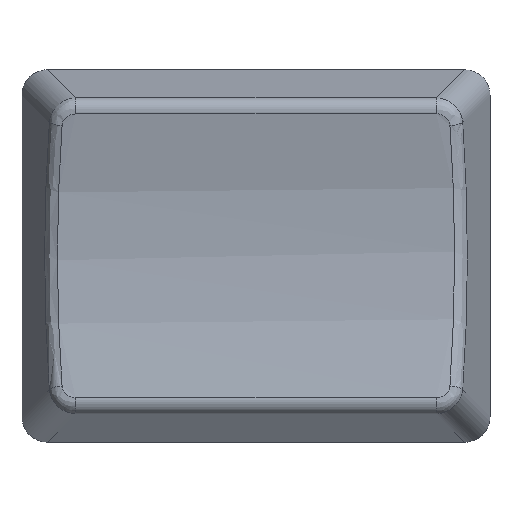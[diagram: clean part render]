
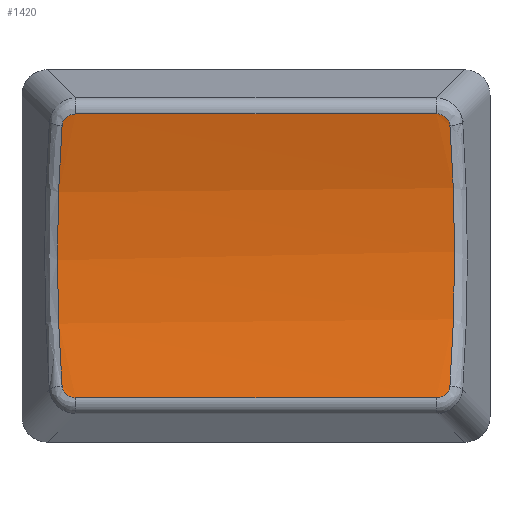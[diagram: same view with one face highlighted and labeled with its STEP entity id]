
A CAD part, top view. The second image highlights one B-rep face of the part: STEP entity #1420.
In plain terms, the highlighted free-form (B-spline) face has degree [3, 1] with [6, 2] control points.
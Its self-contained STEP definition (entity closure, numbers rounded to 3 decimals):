
#1287=CARTESIAN_POINT('',(-29.585,-166.171,2.347));
#1288=CARTESIAN_POINT('',(-10.915,-166.171,2.347));
#1289=CARTESIAN_POINT('',(-29.585,-163.948,1.782));
#1290=CARTESIAN_POINT('',(-10.915,-163.948,1.782));
#1291=CARTESIAN_POINT('',(-29.585,-161.724,1.5));
#1292=CARTESIAN_POINT('',(-10.915,-161.724,1.5));
#1293=CARTESIAN_POINT('',(-29.585,-157.276,1.5));
#1294=CARTESIAN_POINT('',(-10.915,-157.276,1.5));
#1295=CARTESIAN_POINT('',(-29.585,-155.052,1.782));
#1296=CARTESIAN_POINT('',(-10.915,-155.052,1.782));
#1297=CARTESIAN_POINT('',(-29.585,-152.829,2.347));
#1298=CARTESIAN_POINT('',(-10.915,-152.829,2.347));
#1299=B_SPLINE_SURFACE_WITH_KNOTS('',3,1,((#1287,#1288),(#1289,#1290),(#1291,#1292),(#1293,#1294),(#1295,#1296),(#1297,#1298)),.UNSPECIFIED.,.F.,.F.,.U.,(4,2,4),(2,2),(0.04,0.5,0.96),(0.241,0.759),.UNSPECIFIED.);
#1300=CARTESIAN_POINT('',(-11.134,-153.375,2.214));
#1301=VERTEX_POINT('',#1300);
#1302=CARTESIAN_POINT('',(-11.773,-152.829,2.347));
#1303=VERTEX_POINT('',#1302);
#1304=CARTESIAN_POINT('',(-11.134,-153.375,2.214));
#1305=CARTESIAN_POINT('',(-11.145,-153.223,2.249));
#1306=CARTESIAN_POINT('',(-11.221,-153.081,2.284));
#1307=CARTESIAN_POINT('',(-11.34,-152.982,2.308));
#1308=CARTESIAN_POINT('',(-11.459,-152.882,2.333));
#1309=CARTESIAN_POINT('',(-11.614,-152.829,2.347));
#1310=CARTESIAN_POINT('',(-11.773,-152.829,2.347));
#1311=B_SPLINE_CURVE_WITH_KNOTS('',3,(#1304,#1305,#1306,#1307,#1308,#1309,#1310),.UNSPECIFIED.,.F.,.F.,(4,3,4),(0.,0.,0.001),.UNSPECIFIED.);
#1312=EDGE_CURVE('',#1301,#1303,#1311,.T.);
#1313=ORIENTED_EDGE('',*,*,#1312,.T.);
#1314=CARTESIAN_POINT('',(-28.727,-152.829,2.347));
#1315=VERTEX_POINT('',#1314);
#1316=CARTESIAN_POINT('',(-11.773,-152.829,2.347));
#1317=DIRECTION('',(-1.,-0.,0.));
#1318=VECTOR('',#1317,16.953);
#1319=LINE('',#1316,#1318);
#1320=EDGE_CURVE('',#1303,#1315,#1319,.T.);
#1321=ORIENTED_EDGE('',*,*,#1320,.T.);
#1322=CARTESIAN_POINT('',(-29.366,-153.375,2.214));
#1323=VERTEX_POINT('',#1322);
#1324=CARTESIAN_POINT('',(-28.727,-152.829,2.347));
#1325=CARTESIAN_POINT('',(-28.806,-152.829,2.347));
#1326=CARTESIAN_POINT('',(-28.885,-152.842,2.343));
#1327=CARTESIAN_POINT('',(-28.959,-152.868,2.337));
#1328=CARTESIAN_POINT('',(-29.032,-152.894,2.33));
#1329=CARTESIAN_POINT('',(-29.102,-152.933,2.321));
#1330=CARTESIAN_POINT('',(-29.161,-152.982,2.308));
#1331=CARTESIAN_POINT('',(-29.22,-153.031,2.296));
#1332=CARTESIAN_POINT('',(-29.269,-153.092,2.281));
#1333=CARTESIAN_POINT('',(-29.304,-153.159,2.265));
#1334=CARTESIAN_POINT('',(-29.339,-153.226,2.249));
#1335=CARTESIAN_POINT('',(-29.361,-153.299,2.231));
#1336=CARTESIAN_POINT('',(-29.366,-153.375,2.214));
#1337=B_SPLINE_CURVE_WITH_KNOTS('',3,(#1324,#1325,#1326,#1327,#1328,#1329,#1330,#1331,#1332,#1333,#1334,#1335,#1336),.UNSPECIFIED.,.F.,.F.,(4,3,3,3,4),(0.,0.,0.,0.001,0.001),.UNSPECIFIED.);
#1338=EDGE_CURVE('',#1315,#1323,#1337,.T.);
#1339=ORIENTED_EDGE('',*,*,#1338,.T.);
#1340=CARTESIAN_POINT('',(-29.366,-165.625,2.214));
#1341=VERTEX_POINT('',#1340);
#1342=CARTESIAN_POINT('',(-29.366,-153.375,2.214));
#1343=CARTESIAN_POINT('',(-29.438,-154.379,1.98));
#1344=CARTESIAN_POINT('',(-29.493,-155.392,1.801));
#1345=CARTESIAN_POINT('',(-29.529,-156.413,1.681));
#1346=CARTESIAN_POINT('',(-29.566,-157.435,1.561));
#1347=CARTESIAN_POINT('',(-29.585,-158.468,1.5));
#1348=CARTESIAN_POINT('',(-29.585,-159.498,1.5));
#1349=CARTESIAN_POINT('',(-29.585,-160.013,1.5));
#1350=CARTESIAN_POINT('',(-29.58,-160.527,1.515));
#1351=CARTESIAN_POINT('',(-29.571,-161.042,1.545));
#1352=CARTESIAN_POINT('',(-29.562,-161.556,1.575));
#1353=CARTESIAN_POINT('',(-29.548,-162.071,1.621));
#1354=CARTESIAN_POINT('',(-29.529,-162.583,1.681));
#1355=CARTESIAN_POINT('',(-29.493,-163.607,1.801));
#1356=CARTESIAN_POINT('',(-29.438,-164.62,1.98));
#1357=CARTESIAN_POINT('',(-29.366,-165.625,2.214));
#1358=B_SPLINE_CURVE_WITH_KNOTS('',3,(#1342,#1343,#1344,#1345,#1346,#1347,#1348,#1349,#1350,#1351,#1352,#1353,#1354,#1355,#1356,#1357),.UNSPECIFIED.,.F.,.F.,(4,3,3,3,3,4),(0.,0.003,0.006,0.008,0.009,0.013),.UNSPECIFIED.);
#1359=EDGE_CURVE('',#1323,#1341,#1358,.T.);
#1360=ORIENTED_EDGE('',*,*,#1359,.T.);
#1361=CARTESIAN_POINT('',(-28.727,-166.171,2.347));
#1362=VERTEX_POINT('',#1361);
#1363=CARTESIAN_POINT('',(-29.366,-165.625,2.214));
#1364=CARTESIAN_POINT('',(-29.355,-165.777,2.249));
#1365=CARTESIAN_POINT('',(-29.279,-165.919,2.284));
#1366=CARTESIAN_POINT('',(-29.16,-166.018,2.308));
#1367=CARTESIAN_POINT('',(-29.041,-166.118,2.333));
#1368=CARTESIAN_POINT('',(-28.886,-166.171,2.347));
#1369=CARTESIAN_POINT('',(-28.727,-166.171,2.347));
#1370=B_SPLINE_CURVE_WITH_KNOTS('',3,(#1363,#1364,#1365,#1366,#1367,#1368,#1369),.UNSPECIFIED.,.F.,.F.,(4,3,4),(0.,0.,0.001),.UNSPECIFIED.);
#1371=EDGE_CURVE('',#1341,#1362,#1370,.T.);
#1372=ORIENTED_EDGE('',*,*,#1371,.T.);
#1373=CARTESIAN_POINT('',(-11.773,-166.171,2.347));
#1374=VERTEX_POINT('',#1373);
#1375=CARTESIAN_POINT('',(-28.727,-166.171,2.347));
#1376=DIRECTION('',(1.,0.,-0.));
#1377=VECTOR('',#1376,16.953);
#1378=LINE('',#1375,#1377);
#1379=EDGE_CURVE('',#1362,#1374,#1378,.T.);
#1380=ORIENTED_EDGE('',*,*,#1379,.T.);
#1381=CARTESIAN_POINT('',(-11.134,-165.625,2.214));
#1382=VERTEX_POINT('',#1381);
#1383=CARTESIAN_POINT('',(-11.773,-166.171,2.347));
#1384=CARTESIAN_POINT('',(-11.694,-166.171,2.347));
#1385=CARTESIAN_POINT('',(-11.615,-166.158,2.343));
#1386=CARTESIAN_POINT('',(-11.541,-166.132,2.337));
#1387=CARTESIAN_POINT('',(-11.468,-166.106,2.33));
#1388=CARTESIAN_POINT('',(-11.398,-166.067,2.321));
#1389=CARTESIAN_POINT('',(-11.339,-166.018,2.308));
#1390=CARTESIAN_POINT('',(-11.28,-165.969,2.296));
#1391=CARTESIAN_POINT('',(-11.231,-165.908,2.281));
#1392=CARTESIAN_POINT('',(-11.196,-165.841,2.265));
#1393=CARTESIAN_POINT('',(-11.161,-165.774,2.249));
#1394=CARTESIAN_POINT('',(-11.139,-165.701,2.231));
#1395=CARTESIAN_POINT('',(-11.134,-165.625,2.214));
#1396=B_SPLINE_CURVE_WITH_KNOTS('',3,(#1383,#1384,#1385,#1386,#1387,#1388,#1389,#1390,#1391,#1392,#1393,#1394,#1395),.UNSPECIFIED.,.F.,.F.,(4,3,3,3,4),(-0.,0.,0.,0.001,0.001),.UNSPECIFIED.);
#1397=EDGE_CURVE('',#1374,#1382,#1396,.T.);
#1398=ORIENTED_EDGE('',*,*,#1397,.T.);
#1399=CARTESIAN_POINT('',(-11.134,-165.625,2.214));
#1400=CARTESIAN_POINT('',(-11.062,-164.621,1.98));
#1401=CARTESIAN_POINT('',(-11.007,-163.608,1.801));
#1402=CARTESIAN_POINT('',(-10.971,-162.587,1.681));
#1403=CARTESIAN_POINT('',(-10.934,-161.565,1.561));
#1404=CARTESIAN_POINT('',(-10.915,-160.532,1.5));
#1405=CARTESIAN_POINT('',(-10.915,-159.502,1.5));
#1406=CARTESIAN_POINT('',(-10.915,-158.987,1.5));
#1407=CARTESIAN_POINT('',(-10.92,-158.473,1.515));
#1408=CARTESIAN_POINT('',(-10.929,-157.958,1.545));
#1409=CARTESIAN_POINT('',(-10.938,-157.444,1.575));
#1410=CARTESIAN_POINT('',(-10.952,-156.929,1.621));
#1411=CARTESIAN_POINT('',(-10.971,-156.417,1.681));
#1412=CARTESIAN_POINT('',(-11.007,-155.393,1.801));
#1413=CARTESIAN_POINT('',(-11.062,-154.38,1.98));
#1414=CARTESIAN_POINT('',(-11.134,-153.375,2.214));
#1415=B_SPLINE_CURVE_WITH_KNOTS('',3,(#1399,#1400,#1401,#1402,#1403,#1404,#1405,#1406,#1407,#1408,#1409,#1410,#1411,#1412,#1413,#1414),.UNSPECIFIED.,.F.,.F.,(4,3,3,3,3,4),(-0.,0.003,0.006,0.008,0.009,0.013),.UNSPECIFIED.);
#1416=EDGE_CURVE('',#1382,#1301,#1415,.T.);
#1417=ORIENTED_EDGE('',*,*,#1416,.T.);
#1418=EDGE_LOOP('',(#1313,#1321,#1339,#1360,#1372,#1380,#1398,#1417));
#1419=FACE_BOUND('',#1418,.T.);
#1420=ADVANCED_FACE('',(#1419),#1299,.F.);
